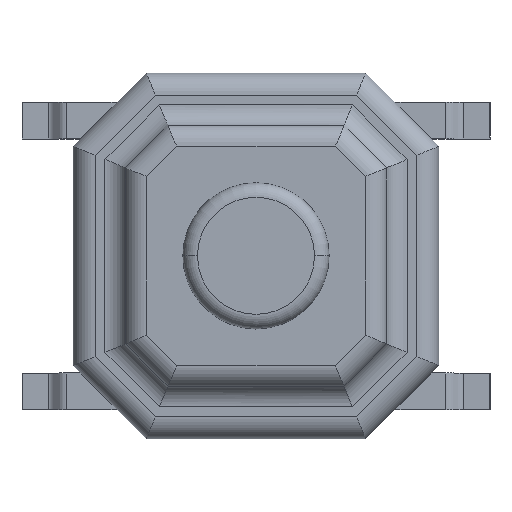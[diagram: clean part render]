
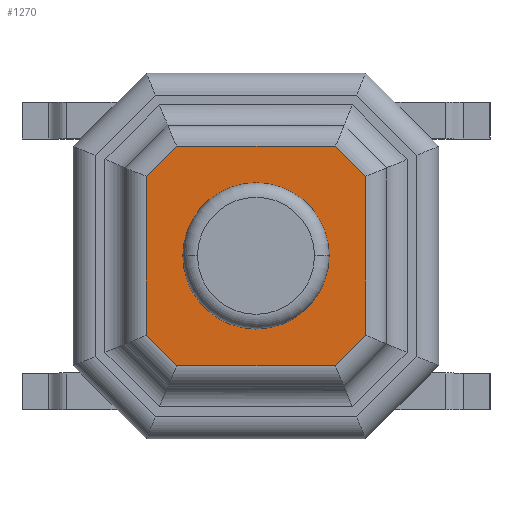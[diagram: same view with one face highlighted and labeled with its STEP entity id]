
A CAD part, top view. The second image highlights one B-rep face of the part: STEP entity #1270.
In plain terms, the highlighted planar face has unit normal (0, 0, 1).
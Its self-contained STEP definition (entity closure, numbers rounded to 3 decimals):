
#4 = EDGE_CURVE ( 'NONE', #595, #2208, #1999, .T. ) ;
#34 = VECTOR ( 'NONE', #1221, 1000. ) ;
#79 = CARTESIAN_POINT ( 'NONE',  ( 1.5, 1.21, 1.2 ) ) ;
#271 = EDGE_CURVE ( 'NONE', #1192, #1853, #1470, .T. ) ;
#320 = VECTOR ( 'NONE', #1694, 1000. ) ;
#329 = CARTESIAN_POINT ( 'NONE',  ( -1., 0., 1.2 ) ) ;
#365 = CARTESIAN_POINT ( 'NONE',  ( -1.21, 1.5, 1.2 ) ) ;
#371 = DIRECTION ( 'NONE',  ( 0., 0., 1. ) ) ;
#388 = VERTEX_POINT ( 'NONE', #732 ) ;
#398 = VERTEX_POINT ( 'NONE', #1186 ) ;
#399 = FACE_OUTER_BOUND ( 'NONE', #619, .T. ) ;
#429 = EDGE_LOOP ( 'NONE', ( #1642, #2510 ) ) ;
#534 = CIRCLE ( 'NONE', #693, 1. ) ;
#595 = VERTEX_POINT ( 'NONE', #1898 ) ;
#619 = EDGE_LOOP ( 'NONE', ( #935, #2246, #1401, #2579, #2140, #2241, #2788, #2130 ) ) ;
#623 = AXIS2_PLACEMENT_3D ( 'NONE', #2497, #2716, #2494 ) ;
#645 = VECTOR ( 'NONE', #1518, 1000. ) ;
#693 = AXIS2_PLACEMENT_3D ( 'NONE', #2042, #944, #1093 ) ;
#709 = LINE ( 'NONE', #1412, #34 ) ;
#732 = CARTESIAN_POINT ( 'NONE',  ( -1.5, 1.086, 1.2 ) ) ;
#803 = LINE ( 'NONE', #79, #2591 ) ;
#852 = DIRECTION ( 'NONE',  ( -1., 0., 0. ) ) ;
#935 = ORIENTED_EDGE ( 'NONE', *, *, #4, .T. ) ;
#944 = DIRECTION ( 'NONE',  ( 0., 0., 1. ) ) ;
#960 = EDGE_CURVE ( 'NONE', #2064, #2420, #803, .T. ) ;
#963 = DIRECTION ( 'NONE',  ( 0., -1., 0. ) ) ;
#1093 = DIRECTION ( 'NONE',  ( 1., 0., 0. ) ) ;
#1134 = CARTESIAN_POINT ( 'NONE',  ( -1.086, -1.5, 1.2 ) ) ;
#1146 = EDGE_CURVE ( 'NONE', #2208, #388, #709, .T. ) ;
#1186 = CARTESIAN_POINT ( 'NONE',  ( -1.5, -1.086, 1.2 ) ) ;
#1192 = VERTEX_POINT ( 'NONE', #1899 ) ;
#1221 = DIRECTION ( 'NONE',  ( -0.707, -0.707, 0. ) ) ;
#1257 = EDGE_CURVE ( 'NONE', #2420, #595, #2106, .T. ) ;
#1270 = ADVANCED_FACE ( 'NONE', ( #399, #1526 ), #2609, .T. ) ;
#1349 = CARTESIAN_POINT ( 'NONE',  ( 1.5, -1.086, 1.2 ) ) ;
#1360 = VECTOR ( 'NONE', #963, 1000. ) ;
#1401 = ORIENTED_EDGE ( 'NONE', *, *, #2315, .T. ) ;
#1412 = CARTESIAN_POINT ( 'NONE',  ( -1.588, 0.998, 1.2 ) ) ;
#1470 = CIRCLE ( 'NONE', #623, 1. ) ;
#1480 = CARTESIAN_POINT ( 'NONE',  ( 0., 0., 1.2 ) ) ;
#1518 = DIRECTION ( 'NONE',  ( 0.707, 0.707, 0. ) ) ;
#1526 = FACE_BOUND ( 'NONE', #429, .T. ) ;
#1546 = AXIS2_PLACEMENT_3D ( 'NONE', #1480, #371, #2160 ) ;
#1628 = EDGE_CURVE ( 'NONE', #2143, #2064, #1974, .T. ) ;
#1631 = CARTESIAN_POINT ( 'NONE',  ( 1.5, 1.086, 1.2 ) ) ;
#1642 = ORIENTED_EDGE ( 'NONE', *, *, #1833, .F. ) ;
#1694 = DIRECTION ( 'NONE',  ( -0.707, 0.707, 0. ) ) ;
#1833 = EDGE_CURVE ( 'NONE', #1853, #1192, #534, .T. ) ;
#1853 = VERTEX_POINT ( 'NONE', #329 ) ;
#1898 = CARTESIAN_POINT ( 'NONE',  ( 1.086, 1.5, 1.2 ) ) ;
#1899 = CARTESIAN_POINT ( 'NONE',  ( 1., 0., 1.2 ) ) ;
#1974 = LINE ( 'NONE', #2835, #645 ) ;
#1999 = LINE ( 'NONE', #365, #2506 ) ;
#2013 = CARTESIAN_POINT ( 'NONE',  ( 1.086, -1.5, 1.2 ) ) ;
#2042 = CARTESIAN_POINT ( 'NONE',  ( 0., 0., 1.2 ) ) ;
#2064 = VERTEX_POINT ( 'NONE', #1349 ) ;
#2088 = LINE ( 'NONE', #2430, #2438 ) ;
#2106 = LINE ( 'NONE', #2139, #320 ) ;
#2130 = ORIENTED_EDGE ( 'NONE', *, *, #1257, .T. ) ;
#2139 = CARTESIAN_POINT ( 'NONE',  ( 0.998, 1.588, 1.2 ) ) ;
#2140 = ORIENTED_EDGE ( 'NONE', *, *, #2650, .T. ) ;
#2143 = VERTEX_POINT ( 'NONE', #2013 ) ;
#2146 = VERTEX_POINT ( 'NONE', #1134 ) ;
#2160 = DIRECTION ( 'NONE',  ( 1., 0., 0. ) ) ;
#2195 = VECTOR ( 'NONE', #2878, 1000. ) ;
#2208 = VERTEX_POINT ( 'NONE', #2463 ) ;
#2221 = DIRECTION ( 'NONE',  ( 1., 0., 0. ) ) ;
#2241 = ORIENTED_EDGE ( 'NONE', *, *, #1628, .T. ) ;
#2246 = ORIENTED_EDGE ( 'NONE', *, *, #1146, .T. ) ;
#2254 = CARTESIAN_POINT ( 'NONE',  ( -1.5, -1.21, 1.2 ) ) ;
#2315 = EDGE_CURVE ( 'NONE', #388, #398, #2848, .T. ) ;
#2332 = LINE ( 'NONE', #2875, #2195 ) ;
#2334 = DIRECTION ( 'NONE',  ( 0., 1., 0. ) ) ;
#2420 = VERTEX_POINT ( 'NONE', #1631 ) ;
#2430 = CARTESIAN_POINT ( 'NONE',  ( 1.21, -1.5, 1.2 ) ) ;
#2438 = VECTOR ( 'NONE', #2221, 1000. ) ;
#2463 = CARTESIAN_POINT ( 'NONE',  ( -1.086, 1.5, 1.2 ) ) ;
#2494 = DIRECTION ( 'NONE',  ( 1., 0., 0. ) ) ;
#2497 = CARTESIAN_POINT ( 'NONE',  ( 0., 0., 1.2 ) ) ;
#2506 = VECTOR ( 'NONE', #852, 1000. ) ;
#2510 = ORIENTED_EDGE ( 'NONE', *, *, #271, .F. ) ;
#2579 = ORIENTED_EDGE ( 'NONE', *, *, #2688, .T. ) ;
#2591 = VECTOR ( 'NONE', #2334, 1000. ) ;
#2609 = PLANE ( 'NONE',  #1546 ) ;
#2650 = EDGE_CURVE ( 'NONE', #2146, #2143, #2088, .T. ) ;
#2688 = EDGE_CURVE ( 'NONE', #398, #2146, #2332, .T. ) ;
#2716 = DIRECTION ( 'NONE',  ( 0., 0., 1. ) ) ;
#2788 = ORIENTED_EDGE ( 'NONE', *, *, #960, .T. ) ;
#2835 = CARTESIAN_POINT ( 'NONE',  ( 1.588, -0.998, 1.2 ) ) ;
#2848 = LINE ( 'NONE', #2254, #1360 ) ;
#2875 = CARTESIAN_POINT ( 'NONE',  ( -0.998, -1.588, 1.2 ) ) ;
#2878 = DIRECTION ( 'NONE',  ( 0.707, -0.707, 0. ) ) ;
